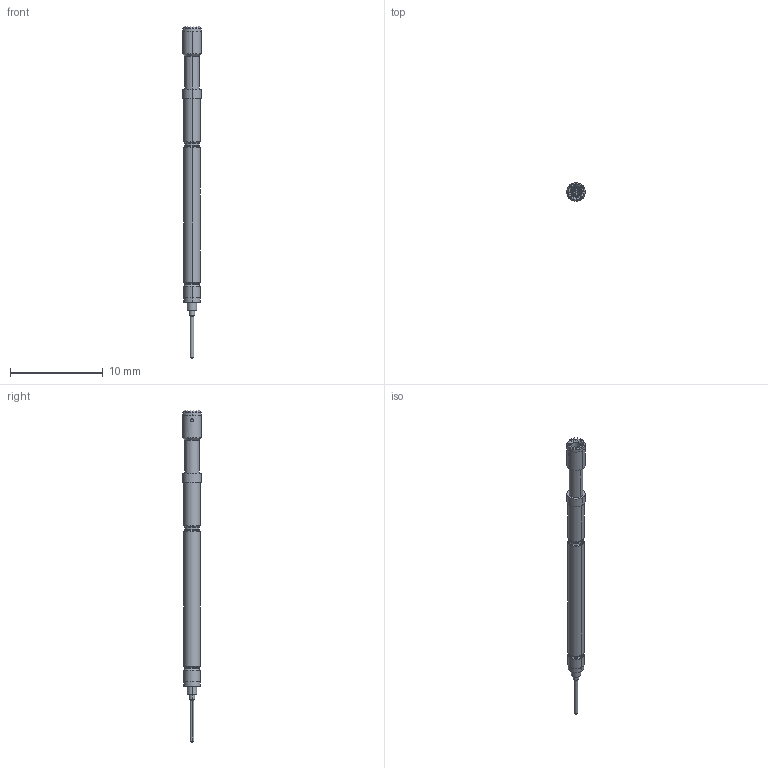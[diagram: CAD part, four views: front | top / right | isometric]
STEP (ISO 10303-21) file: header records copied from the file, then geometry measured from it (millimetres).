
FILE_DESCRIPTION (( 'STEP AP214' ), '1' );
FILE_NAME ('MOD-F81006B080GxxxS1.STEP', '2015-10-21T09:56:57', ( 'run' ), ( 'Hewlett-Packard Company' ), 'SwSTEP 2.0', 'SolidWorks 2012', '' );
FILE_SCHEMA (( 'AUTOMOTIVE_DESIGN' ));
Length unit declared in the file: millimetre
Products named in the file (1): MOD-F81006B080GxxxS1
Bounding box: 2 x 2 x 35.8 mm (x, y, z)
Volume: 72.9 mm3; surface area: 196 mm2
Topology: 1 solids, 1 shells, 279 faces, 686 edges, 433 vertices
Faces by surface type: plane 142, bspline 55, cylinder 54, cone 18, torus 10
Entity records: 12146 total; most frequent: CARTESIAN_POINT 5689, ORIENTED_EDGE 1372, DIRECTION 1008, EDGE_CURVE 686, VERTEX_POINT 433, AXIS2_PLACEMENT_3D 381, EDGE_LOOP 303, FACE_OUTER_BOUND 279
